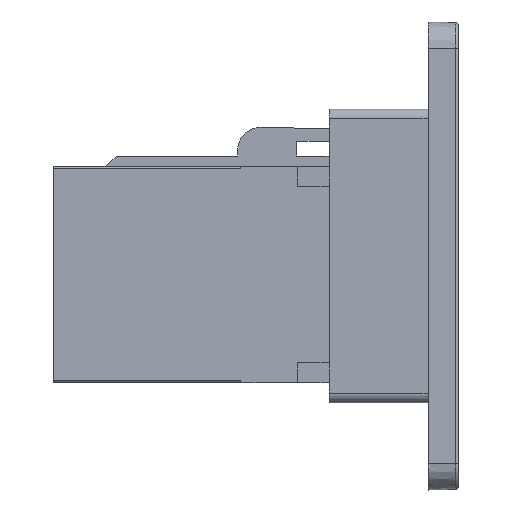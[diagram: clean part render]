
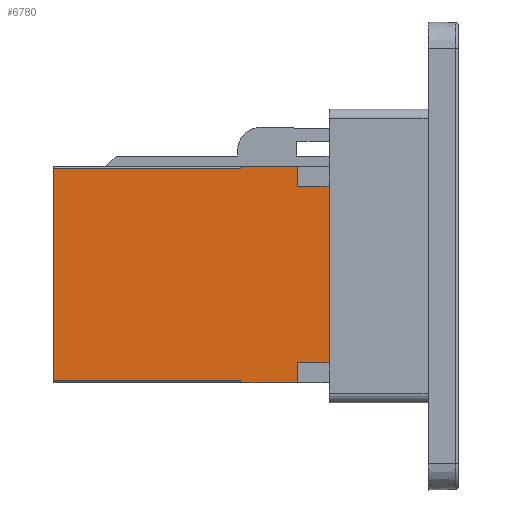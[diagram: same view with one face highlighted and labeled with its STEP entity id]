
A CAD part, left-side view. The second image highlights one B-rep face of the part: STEP entity #6780.
In plain terms, the highlighted planar face has unit normal (-1, 0, 0).
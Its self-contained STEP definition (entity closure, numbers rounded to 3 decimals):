
#450=FACE_OUTER_BOUND('',#810,.T.);
#810=EDGE_LOOP('',(#4702,#4703,#4704,#4705,#4706,#4707,#4708,#4709,#4710,
#4711,#4712,#4713,#4714,#4715,#4716,#4717));
#1181=LINE('',#9068,#1998);
#1203=LINE('',#9118,#2020);
#1209=LINE('',#9131,#2026);
#1211=LINE('',#9134,#2028);
#1215=LINE('',#9141,#2032);
#1219=LINE('',#9148,#2036);
#1306=LINE('',#9329,#2123);
#1308=LINE('',#9331,#2125);
#1309=LINE('',#9334,#2126);
#1310=LINE('',#9335,#2127);
#1311=LINE('',#9337,#2128);
#1312=LINE('',#9339,#2129);
#1313=LINE('',#9341,#2130);
#1314=LINE('',#9343,#2131);
#1315=LINE('',#9345,#2132);
#1316=LINE('',#9346,#2133);
#1998=VECTOR('',#7505,10.);
#2020=VECTOR('',#7539,10.);
#2026=VECTOR('',#7547,10.);
#2028=VECTOR('',#7551,10.);
#2032=VECTOR('',#7559,10.);
#2036=VECTOR('',#7565,10.);
#2123=VECTOR('',#7722,10.);
#2125=VECTOR('',#7724,10.);
#2126=VECTOR('',#7727,10.);
#2127=VECTOR('',#7728,10.);
#2128=VECTOR('',#7729,10.);
#2129=VECTOR('',#7730,10.);
#2130=VECTOR('',#7731,10.);
#2131=VECTOR('',#7732,10.);
#2132=VECTOR('',#7733,10.);
#2133=VECTOR('',#7734,10.);
#2815=VERTEX_POINT('',#9065);
#2816=VERTEX_POINT('',#9067);
#2837=VERTEX_POINT('',#9116);
#2838=VERTEX_POINT('',#9117);
#2843=VERTEX_POINT('',#9128);
#2844=VERTEX_POINT('',#9130);
#2845=VERTEX_POINT('',#9140);
#2847=VERTEX_POINT('',#9147);
#2901=VERTEX_POINT('',#9316);
#2906=VERTEX_POINT('',#9327);
#2907=VERTEX_POINT('',#9333);
#2908=VERTEX_POINT('',#9336);
#2909=VERTEX_POINT('',#9338);
#2910=VERTEX_POINT('',#9340);
#2911=VERTEX_POINT('',#9342);
#2912=VERTEX_POINT('',#9344);
#3473=EDGE_CURVE('',#2816,#2815,#1181,.T.);
#3495=EDGE_CURVE('',#2837,#2838,#1203,.T.);
#3501=EDGE_CURVE('',#2844,#2843,#1209,.T.);
#3503=EDGE_CURVE('',#2838,#2844,#1211,.T.);
#3507=EDGE_CURVE('',#2815,#2845,#1215,.T.);
#3511=EDGE_CURVE('',#2845,#2847,#1219,.T.);
#3604=EDGE_CURVE('',#2847,#2906,#1306,.T.);
#3606=EDGE_CURVE('',#2901,#2816,#1308,.T.);
#3607=EDGE_CURVE('',#2907,#2843,#1309,.T.);
#3608=EDGE_CURVE('',#2901,#2907,#1310,.T.);
#3609=EDGE_CURVE('',#2908,#2906,#1311,.T.);
#3610=EDGE_CURVE('',#2909,#2908,#1312,.T.);
#3611=EDGE_CURVE('',#2910,#2909,#1313,.T.);
#3612=EDGE_CURVE('',#2911,#2910,#1314,.T.);
#3613=EDGE_CURVE('',#2912,#2911,#1315,.T.);
#3614=EDGE_CURVE('',#2837,#2912,#1316,.T.);
#4702=ORIENTED_EDGE('',*,*,#3501,.T.);
#4703=ORIENTED_EDGE('',*,*,#3607,.F.);
#4704=ORIENTED_EDGE('',*,*,#3608,.F.);
#4705=ORIENTED_EDGE('',*,*,#3606,.T.);
#4706=ORIENTED_EDGE('',*,*,#3473,.T.);
#4707=ORIENTED_EDGE('',*,*,#3507,.T.);
#4708=ORIENTED_EDGE('',*,*,#3511,.T.);
#4709=ORIENTED_EDGE('',*,*,#3604,.T.);
#4710=ORIENTED_EDGE('',*,*,#3609,.F.);
#4711=ORIENTED_EDGE('',*,*,#3610,.F.);
#4712=ORIENTED_EDGE('',*,*,#3611,.F.);
#4713=ORIENTED_EDGE('',*,*,#3612,.F.);
#4714=ORIENTED_EDGE('',*,*,#3613,.F.);
#4715=ORIENTED_EDGE('',*,*,#3614,.F.);
#4716=ORIENTED_EDGE('',*,*,#3495,.T.);
#4717=ORIENTED_EDGE('',*,*,#3503,.T.);
#6512=PLANE('',#7168);
#6780=ADVANCED_FACE('',(#450),#6512,.F.);
#7168=AXIS2_PLACEMENT_3D('',#9332,#7725,#7726);
#7505=DIRECTION('',(0.,0.,-1.));
#7539=DIRECTION('',(0.,0.,1.));
#7547=DIRECTION('',(0.,0.,-1.));
#7551=DIRECTION('',(0.,-1.,0.));
#7559=DIRECTION('',(0.,1.,0.));
#7565=DIRECTION('',(0.,0.,1.));
#7722=DIRECTION('',(0.,1.,0.));
#7724=DIRECTION('',(0.,1.,0.));
#7725=DIRECTION('center_axis',(1.,0.,0.));
#7726=DIRECTION('ref_axis',(0.,0.,-1.));
#7727=DIRECTION('',(0.,1.,0.));
#7728=DIRECTION('',(0.,0.,-1.));
#7729=DIRECTION('',(0.,0.,1.));
#7730=DIRECTION('',(0.,-1.,0.));
#7731=DIRECTION('',(0.,0.,1.));
#7732=DIRECTION('',(0.,1.,0.));
#7733=DIRECTION('',(0.,0.,1.));
#7734=DIRECTION('',(0.,1.,0.));
#9065=CARTESIAN_POINT('',(-7.361,9.8,5.284));
#9067=CARTESIAN_POINT('',(-7.361,9.8,6.784));
#9068=CARTESIAN_POINT('',(-7.361,9.8,6.784));
#9116=CARTESIAN_POINT('',(-7.361,12.2,-9.6));
#9117=CARTESIAN_POINT('',(-7.361,12.2,-8.1));
#9118=CARTESIAN_POINT('',(-7.361,12.2,-1.408));
#9128=CARTESIAN_POINT('',(-7.361,9.8,-9.6));
#9130=CARTESIAN_POINT('',(-7.361,9.8,-8.1));
#9131=CARTESIAN_POINT('',(-7.361,9.8,-0.658));
#9134=CARTESIAN_POINT('',(-7.361,6.1,-8.1));
#9140=CARTESIAN_POINT('',(-7.361,12.2,5.284));
#9141=CARTESIAN_POINT('',(-7.361,4.9,5.284));
#9147=CARTESIAN_POINT('',(-7.361,12.2,6.784));
#9148=CARTESIAN_POINT('',(-7.361,12.2,6.034));
#9316=CARTESIAN_POINT('',(-7.361,0.,6.784));
#9327=CARTESIAN_POINT('',(-7.361,16.5,6.784));
#9329=CARTESIAN_POINT('',(-7.361,0.,6.784));
#9331=CARTESIAN_POINT('',(-7.361,0.,6.784));
#9332=CARTESIAN_POINT('Origin',(-7.361,0.,
6.784));
#9333=CARTESIAN_POINT('',(-7.361,0.,-9.6));
#9334=CARTESIAN_POINT('',(-7.361,0.,-9.6));
#9335=CARTESIAN_POINT('',(-7.361,0.,6.502));
#9336=CARTESIAN_POINT('',(-7.361,16.5,6.665));
#9337=CARTESIAN_POINT('',(-7.361,16.5,8.692));
#9338=CARTESIAN_POINT('',(-7.361,30.7,6.665));
#9339=CARTESIAN_POINT('',(-7.361,33.,6.665));
#9340=CARTESIAN_POINT('',(-7.361,30.7,-9.465));
#9341=CARTESIAN_POINT('',(-7.361,30.7,-2.259));
#9342=CARTESIAN_POINT('',(-7.361,16.5,-9.465));
#9343=CARTESIAN_POINT('',(-7.361,33.,-9.465));
#9344=CARTESIAN_POINT('',(-7.361,16.5,-9.6));
#9345=CARTESIAN_POINT('',(-7.361,16.5,8.692));
#9346=CARTESIAN_POINT('',(-7.361,0.,-9.6));
